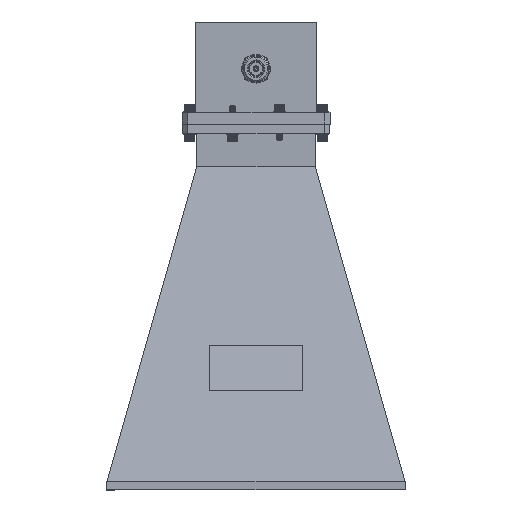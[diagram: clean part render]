
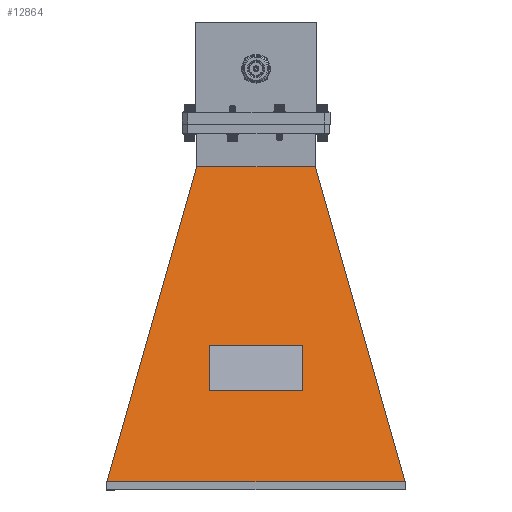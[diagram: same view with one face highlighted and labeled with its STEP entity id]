
A CAD part, top view. The second image highlights one B-rep face of the part: STEP entity #12864.
In plain terms, the highlighted face is planar.
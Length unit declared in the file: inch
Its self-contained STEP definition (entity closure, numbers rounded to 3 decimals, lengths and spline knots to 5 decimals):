
#441 = FACE_BOUND ( 'NONE', #6935, .T. ) ;
#660 = VERTEX_POINT ( 'NONE', #5562 ) ;
#819 = CARTESIAN_POINT ( 'NONE',  ( 2.31504, 3.17955, 8.67608 ) ) ;
#908 = CARTESIAN_POINT ( 'NONE',  ( 1.61029, -1., 5.76003 ) ) ;
#989 = VECTOR ( 'NONE', #2746, 39.37008 ) ;
#1336 = EDGE_CURVE ( 'NONE', #14008, #11246, #3998, .T. ) ;
#1441 = LINE ( 'NONE', #5948, #8108 ) ;
#1511 = VECTOR ( 'NONE', #7602, 39.37008 ) ;
#1799 = CARTESIAN_POINT ( 'NONE',  ( 2.31504, 3.17955, 8.67608 ) ) ;
#2200 = CARTESIAN_POINT ( 'NONE',  ( 1.84521, 1., 6.73204 ) ) ;
#2402 = VERTEX_POINT ( 'NONE', #7566 ) ;
#2616 = ORIENTED_EDGE ( 'NONE', *, *, #10530, .F. ) ;
#2746 = DIRECTION ( 'NONE',  ( -0.235, 0., -0.972 ) ) ;
#2896 = CARTESIAN_POINT ( 'NONE',  ( 1.84521, -1., 6.73204 ) ) ;
#3473 = VERTEX_POINT ( 'NONE', #5188 ) ;
#3788 = EDGE_CURVE ( 'NONE', #6679, #14098, #11515, .T. ) ;
#3987 = ORIENTED_EDGE ( 'NONE', *, *, #10755, .T. ) ;
#3998 = LINE ( 'NONE', #1799, #9113 ) ;
#4013 = VECTOR ( 'NONE', #5099, 39.37008 ) ;
#4301 = LINE ( 'NONE', #908, #7230 ) ;
#4769 = ORIENTED_EDGE ( 'NONE', *, *, #9514, .T. ) ;
#5099 = DIRECTION ( 'NONE',  ( 0., -1., 0. ) ) ;
#5111 = VECTOR ( 'NONE', #7644, 39.37008 ) ;
#5188 = CARTESIAN_POINT ( 'NONE',  ( 1.61029, 1., 5.76003 ) ) ;
#5562 = CARTESIAN_POINT ( 'NONE',  ( 1.61029, -1., 5.76003 ) ) ;
#5948 = CARTESIAN_POINT ( 'NONE',  ( 0.69055, 0., 1.95443 ) ) ;
#5992 = CARTESIAN_POINT ( 'NONE',  ( 1.51748, 0., 5.37599 ) ) ;
#6261 = ORIENTED_EDGE ( 'NONE', *, *, #11624, .F. ) ;
#6652 = CARTESIAN_POINT ( 'NONE',  ( 0.69055, 1.26388, 1.95443 ) ) ;
#6679 = VERTEX_POINT ( 'NONE', #2200 ) ;
#6777 = CARTESIAN_POINT ( 'NONE',  ( 0.69055, -1.26388, 1.95443 ) ) ;
#6935 = EDGE_LOOP ( 'NONE', ( #11264, #6261, #11552, #9357 ) ) ;
#7100 = DIRECTION ( 'NONE',  ( 0.972, 0., -0.235 ) ) ;
#7119 = ORIENTED_EDGE ( 'NONE', *, *, #1336, .F. ) ;
#7230 = VECTOR ( 'NONE', #7798, 39.37008 ) ;
#7399 = PLANE ( 'NONE',  #8821 ) ;
#7559 = CARTESIAN_POINT ( 'NONE',  ( 1.84521, -1., 6.73204 ) ) ;
#7566 = CARTESIAN_POINT ( 'NONE',  ( 0.69055, -1.26388, 1.95443 ) ) ;
#7602 = DIRECTION ( 'NONE',  ( 0., -1., 0. ) ) ;
#7644 = DIRECTION ( 'NONE',  ( 0.235, 0., 0.972 ) ) ;
#7798 = DIRECTION ( 'NONE',  ( 0., 1., 0. ) ) ;
#8108 = VECTOR ( 'NONE', #10463, 39.37008 ) ;
#8270 = LINE ( 'NONE', #6777, #12833 ) ;
#8363 = CARTESIAN_POINT ( 'NONE',  ( 1.84521, -1., 6.73204 ) ) ;
#8821 = AXIS2_PLACEMENT_3D ( 'NONE', #5992, #7100, #14091 ) ;
#8838 = CARTESIAN_POINT ( 'NONE',  ( 1.84521, 1., 6.73204 ) ) ;
#9113 = VECTOR ( 'NONE', #14473, 39.37008 ) ;
#9357 = ORIENTED_EDGE ( 'NONE', *, *, #12448, .F. ) ;
#9403 = FACE_OUTER_BOUND ( 'NONE', #14085, .T. ) ;
#9514 = EDGE_CURVE ( 'NONE', #2402, #11246, #1441, .T. ) ;
#9713 = LINE ( 'NONE', #2896, #989 ) ;
#9760 = VERTEX_POINT ( 'NONE', #13749 ) ;
#9931 = LINE ( 'NONE', #8838, #5111 ) ;
#9957 = CARTESIAN_POINT ( 'NONE',  ( 2.31504, 0., 8.67608 ) ) ;
#10105 = LINE ( 'NONE', #9957, #1511 ) ;
#10463 = DIRECTION ( 'NONE',  ( 0., 1., 0. ) ) ;
#10530 = EDGE_CURVE ( 'NONE', #2402, #9760, #8270, .T. ) ;
#10755 = EDGE_CURVE ( 'NONE', #14008, #9760, #10105, .T. ) ;
#11246 = VERTEX_POINT ( 'NONE', #6652 ) ;
#11264 = ORIENTED_EDGE ( 'NONE', *, *, #3788, .F. ) ;
#11421 = DIRECTION ( 'NONE',  ( 0.226, -0.267, 0.937 ) ) ;
#11515 = LINE ( 'NONE', #8363, #4013 ) ;
#11545 = EDGE_CURVE ( 'NONE', #660, #3473, #4301, .T. ) ;
#11552 = ORIENTED_EDGE ( 'NONE', *, *, #11545, .F. ) ;
#11624 = EDGE_CURVE ( 'NONE', #3473, #6679, #9931, .T. ) ;
#12448 = EDGE_CURVE ( 'NONE', #14098, #660, #9713, .T. ) ;
#12833 = VECTOR ( 'NONE', #11421, 39.37008 ) ;
#12864 = ADVANCED_FACE ( 'NONE', ( #441, #9403 ), #7399, .T. ) ;
#13749 = CARTESIAN_POINT ( 'NONE',  ( 2.31504, -3.17955, 8.67608 ) ) ;
#14008 = VERTEX_POINT ( 'NONE', #819 ) ;
#14085 = EDGE_LOOP ( 'NONE', ( #4769, #7119, #3987, #2616 ) ) ;
#14091 = DIRECTION ( 'NONE',  ( -0.235, 0., -0.972 ) ) ;
#14098 = VERTEX_POINT ( 'NONE', #7559 ) ;
#14473 = DIRECTION ( 'NONE',  ( -0.226, -0.267, -0.937 ) ) ;
